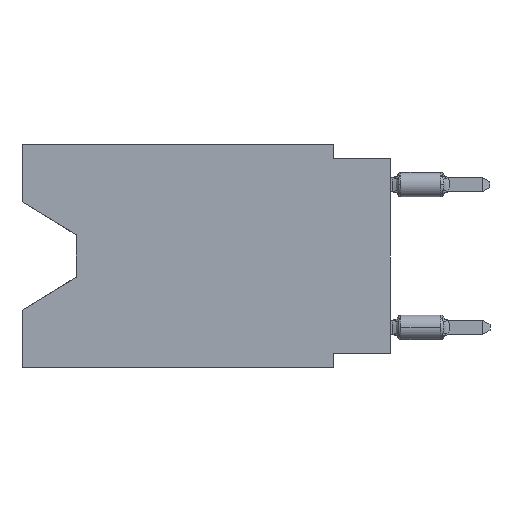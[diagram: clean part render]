
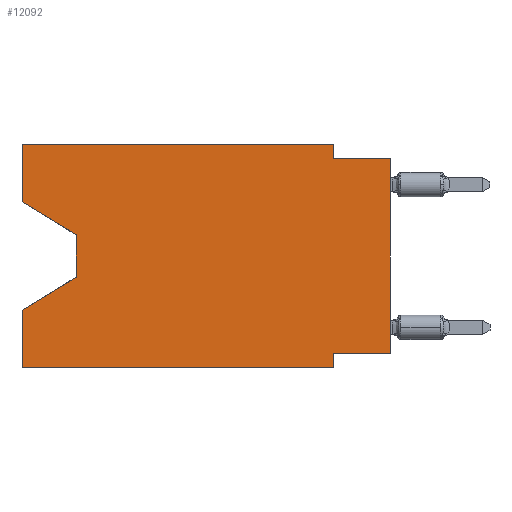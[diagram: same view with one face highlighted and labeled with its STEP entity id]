
A CAD part, left-side view. The second image highlights one B-rep face of the part: STEP entity #12092.
In plain terms, the highlighted planar face has unit normal (-1, 0, 0).
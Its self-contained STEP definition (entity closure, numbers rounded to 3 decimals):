
#17 = ORIENTED_EDGE ( 'NONE', *, *, #13056, .F. ) ;
#82 = LINE ( 'NONE', #4526, #10540 ) ;
#185 = LINE ( 'NONE', #2505, #3440 ) ;
#288 = ORIENTED_EDGE ( 'NONE', *, *, #10757, .T. ) ;
#331 = DIRECTION ( 'NONE',  ( 0., -0.855, -0.519 ) ) ;
#716 = VECTOR ( 'NONE', #12706, 1000. ) ;
#987 = CARTESIAN_POINT ( 'NONE',  ( 0., 0., -9.271 ) ) ;
#1091 = PLANE ( 'NONE',  #1828 ) ;
#1139 = LINE ( 'NONE', #6607, #5142 ) ;
#1828 = AXIS2_PLACEMENT_3D ( 'NONE', #10920, #9839, #6484 ) ;
#2025 = CARTESIAN_POINT ( 'NONE',  ( 0., 2.54, 0. ) ) ;
#2055 = VERTEX_POINT ( 'NONE', #7673 ) ;
#2125 = VECTOR ( 'NONE', #13326, 1000. ) ;
#2505 = CARTESIAN_POINT ( 'NONE',  ( 0., 2.54, 0. ) ) ;
#2688 = VECTOR ( 'NONE', #3346, 1000. ) ;
#2947 = CARTESIAN_POINT ( 'NONE',  ( 0., 13.97, -4.013 ) ) ;
#3026 = LINE ( 'NONE', #7460, #3383 ) ;
#3346 = DIRECTION ( 'NONE',  ( 0., -1., 0. ) ) ;
#3383 = VECTOR ( 'NONE', #4183, 1000. ) ;
#3440 = VECTOR ( 'NONE', #4478, 1000. ) ;
#3454 = LINE ( 'NONE', #6875, #6653 ) ;
#3494 = CARTESIAN_POINT ( 'NONE',  ( 0., 2.54, -0.635 ) ) ;
#3510 = LINE ( 'NONE', #4541, #9270 ) ;
#3599 = CARTESIAN_POINT ( 'NONE',  ( 0., 16.383, 0. ) ) ;
#3619 = CARTESIAN_POINT ( 'NONE',  ( 0., 0., -9.271 ) ) ;
#3743 = VECTOR ( 'NONE', #9668, 1000. ) ;
#3805 = EDGE_CURVE ( 'NONE', #2055, #6863, #82, .T. ) ;
#4035 = CARTESIAN_POINT ( 'NONE',  ( 0., 16.383, 0. ) ) ;
#4183 = DIRECTION ( 'NONE',  ( 0., -1., 0. ) ) ;
#4203 = VECTOR ( 'NONE', #12470, 1000. ) ;
#4403 = CARTESIAN_POINT ( 'NONE',  ( 0., 13.97, -5.893 ) ) ;
#4478 = DIRECTION ( 'NONE',  ( 0., 0., -1. ) ) ;
#4526 = CARTESIAN_POINT ( 'NONE',  ( 0., 16.383, -2.546 ) ) ;
#4540 = EDGE_CURVE ( 'NONE', #7773, #12258, #13381, .T. ) ;
#4541 = CARTESIAN_POINT ( 'NONE',  ( 0., 0., 0. ) ) ;
#4857 = CARTESIAN_POINT ( 'NONE',  ( 0., 13.97, -5.893 ) ) ;
#4957 = EDGE_CURVE ( 'NONE', #6876, #12634, #1139, .T. ) ;
#5142 = VECTOR ( 'NONE', #14314, 1000. ) ;
#5224 = EDGE_CURVE ( 'NONE', #7773, #10112, #9737, .T. ) ;
#5739 = DIRECTION ( 'NONE',  ( 0., 0.855, -0.519 ) ) ;
#5763 = ORIENTED_EDGE ( 'NONE', *, *, #6940, .F. ) ;
#6224 = EDGE_CURVE ( 'NONE', #7962, #6688, #11184, .T. ) ;
#6484 = DIRECTION ( 'NONE',  ( 0., 0., -1. ) ) ;
#6574 = VERTEX_POINT ( 'NONE', #4403 ) ;
#6593 = VECTOR ( 'NONE', #5739, 1000. ) ;
#6607 = CARTESIAN_POINT ( 'NONE',  ( 0., 16.383, 0. ) ) ;
#6653 = VECTOR ( 'NONE', #6796, 1000. ) ;
#6666 = EDGE_CURVE ( 'NONE', #2055, #6876, #8264, .T. ) ;
#6688 = VERTEX_POINT ( 'NONE', #13484 ) ;
#6796 = DIRECTION ( 'NONE',  ( 0., 0., -1. ) ) ;
#6863 = VERTEX_POINT ( 'NONE', #2947 ) ;
#6875 = CARTESIAN_POINT ( 'NONE',  ( 0., 13.97, -4.013 ) ) ;
#6876 = VERTEX_POINT ( 'NONE', #4035 ) ;
#6940 = EDGE_CURVE ( 'NONE', #6688, #12258, #11080, .T. ) ;
#7460 = CARTESIAN_POINT ( 'NONE',  ( 0., 0., -0.635 ) ) ;
#7492 = ORIENTED_EDGE ( 'NONE', *, *, #9527, .F. ) ;
#7653 = ORIENTED_EDGE ( 'NONE', *, *, #6224, .F. ) ;
#7673 = CARTESIAN_POINT ( 'NONE',  ( 0., 16.383, -2.546 ) ) ;
#7733 = VERTEX_POINT ( 'NONE', #11487 ) ;
#7773 = VERTEX_POINT ( 'NONE', #10623 ) ;
#7962 = VERTEX_POINT ( 'NONE', #987 ) ;
#7990 = LINE ( 'NONE', #4857, #6593 ) ;
#8264 = LINE ( 'NONE', #3599, #4203 ) ;
#8519 = ORIENTED_EDGE ( 'NONE', *, *, #3805, .T. ) ;
#9199 = DIRECTION ( 'NONE',  ( 0., 0., 1. ) ) ;
#9270 = VECTOR ( 'NONE', #9199, 1000. ) ;
#9459 = CARTESIAN_POINT ( 'NONE',  ( 0., 16.383, 0. ) ) ;
#9527 = EDGE_CURVE ( 'NONE', #12299, #7733, #3026, .T. ) ;
#9668 = DIRECTION ( 'NONE',  ( 0., 0., 1. ) ) ;
#9737 = LINE ( 'NONE', #9459, #3743 ) ;
#9788 = ORIENTED_EDGE ( 'NONE', *, *, #6666, .F. ) ;
#9839 = DIRECTION ( 'NONE',  ( 1., 0., 0. ) ) ;
#9857 = ORIENTED_EDGE ( 'NONE', *, *, #4540, .T. ) ;
#10085 = ORIENTED_EDGE ( 'NONE', *, *, #4957, .F. ) ;
#10112 = VERTEX_POINT ( 'NONE', #11508 ) ;
#10338 = CARTESIAN_POINT ( 'NONE',  ( 0., 2.54, -9.906 ) ) ;
#10540 = VECTOR ( 'NONE', #331, 1000. ) ;
#10623 = CARTESIAN_POINT ( 'NONE',  ( 0., 16.383, -9.906 ) ) ;
#10757 = EDGE_CURVE ( 'NONE', #6863, #6574, #3454, .T. ) ;
#10920 = CARTESIAN_POINT ( 'NONE',  ( 0., 16.383, 0. ) ) ;
#11080 = LINE ( 'NONE', #12242, #2125 ) ;
#11138 = FACE_OUTER_BOUND ( 'NONE', #11711, .T. ) ;
#11184 = LINE ( 'NONE', #3619, #716 ) ;
#11487 = CARTESIAN_POINT ( 'NONE',  ( 0., 0., -0.635 ) ) ;
#11498 = ORIENTED_EDGE ( 'NONE', *, *, #13487, .T. ) ;
#11508 = CARTESIAN_POINT ( 'NONE',  ( 0., 16.383, -7.36 ) ) ;
#11711 = EDGE_LOOP ( 'NONE', ( #8519, #288, #12728, #12652, #9857, #5763, #7653, #11498, #7492, #17, #10085, #9788 ) ) ;
#12092 = ADVANCED_FACE ( 'NONE', ( #11138 ), #1091, .F. ) ;
#12242 = CARTESIAN_POINT ( 'NONE',  ( 0., 2.54, -9.906 ) ) ;
#12258 = VERTEX_POINT ( 'NONE', #10338 ) ;
#12299 = VERTEX_POINT ( 'NONE', #3494 ) ;
#12470 = DIRECTION ( 'NONE',  ( 0., 0., 1. ) ) ;
#12634 = VERTEX_POINT ( 'NONE', #2025 ) ;
#12652 = ORIENTED_EDGE ( 'NONE', *, *, #5224, .F. ) ;
#12706 = DIRECTION ( 'NONE',  ( 0., 1., 0. ) ) ;
#12728 = ORIENTED_EDGE ( 'NONE', *, *, #13854, .T. ) ;
#13056 = EDGE_CURVE ( 'NONE', #12634, #12299, #185, .T. ) ;
#13303 = CARTESIAN_POINT ( 'NONE',  ( 0., 16.383, -9.906 ) ) ;
#13326 = DIRECTION ( 'NONE',  ( 0., 0., -1. ) ) ;
#13381 = LINE ( 'NONE', #13303, #2688 ) ;
#13484 = CARTESIAN_POINT ( 'NONE',  ( 0., 2.54, -9.271 ) ) ;
#13487 = EDGE_CURVE ( 'NONE', #7962, #7733, #3510, .T. ) ;
#13854 = EDGE_CURVE ( 'NONE', #6574, #10112, #7990, .T. ) ;
#14314 = DIRECTION ( 'NONE',  ( 0., -1., 0. ) ) ;
